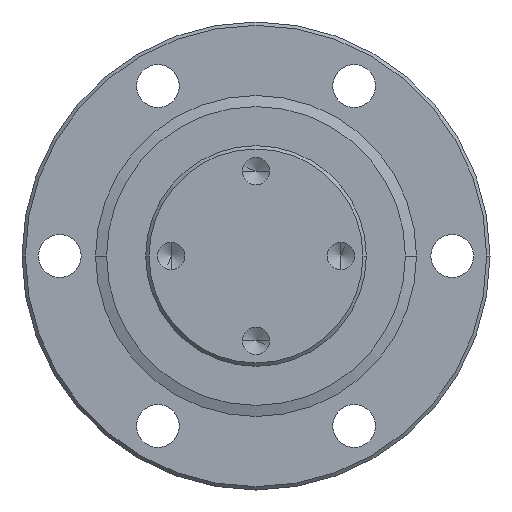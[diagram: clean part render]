
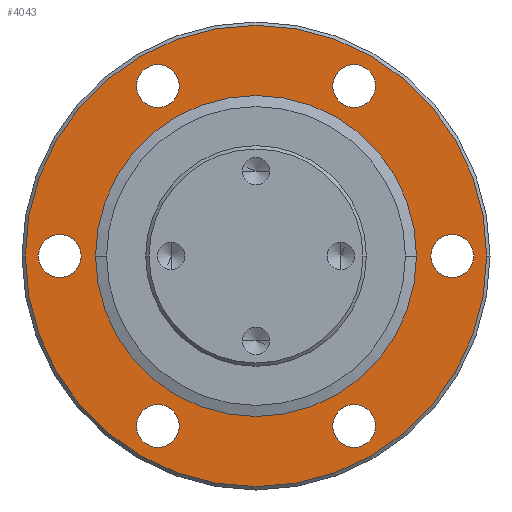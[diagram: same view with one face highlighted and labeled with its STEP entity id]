
A CAD part, front view. The second image highlights one B-rep face of the part: STEP entity #4043.
In plain terms, the highlighted planar face has unit normal (0, -1, 0).
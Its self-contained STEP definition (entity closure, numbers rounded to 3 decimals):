
#1029=CARTESIAN_POINT('',(0.,0.,0.));
#1030=DIRECTION('',(0.,1.,0.));
#1031=DIRECTION('',(1.,0.,0.));
#1032=AXIS2_PLACEMENT_3D('',#1029,#1030,#1031);
#1034=CARTESIAN_POINT('',(0.,0.,0.));
#1035=DIRECTION('',(0.,1.,0.));
#1036=DIRECTION('',(-1.,0.,0.));
#1037=AXIS2_PLACEMENT_3D('',#1034,#1035,#1036);
#1039=CARTESIAN_POINT('',(-14.675,0.,-25.418));
#1040=DIRECTION('',(0.,-1.,0.));
#1041=DIRECTION('',(-0.5,0.,-0.866));
#1042=AXIS2_PLACEMENT_3D('',#1039,#1040,#1041);
#1044=CARTESIAN_POINT('',(-14.675,0.,-25.418));
#1045=DIRECTION('',(0.,-1.,0.));
#1046=DIRECTION('',(0.5,0.,0.866));
#1047=AXIS2_PLACEMENT_3D('',#1044,#1045,#1046);
#1049=CARTESIAN_POINT('',(-29.35,0.,0.));
#1050=DIRECTION('',(0.,-1.,0.));
#1051=DIRECTION('',(-1.,0.,0.));
#1052=AXIS2_PLACEMENT_3D('',#1049,#1050,#1051);
#1054=CARTESIAN_POINT('',(-29.35,0.,0.));
#1055=DIRECTION('',(0.,-1.,0.));
#1056=DIRECTION('',(1.,0.,0.));
#1057=AXIS2_PLACEMENT_3D('',#1054,#1055,#1056);
#1059=CARTESIAN_POINT('',(-14.675,0.,25.418));
#1060=DIRECTION('',(0.,-1.,0.));
#1061=DIRECTION('',(-0.5,0.,0.866));
#1062=AXIS2_PLACEMENT_3D('',#1059,#1060,#1061);
#1064=CARTESIAN_POINT('',(-14.675,0.,25.418));
#1065=DIRECTION('',(0.,-1.,0.));
#1066=DIRECTION('',(0.5,0.,-0.866));
#1067=AXIS2_PLACEMENT_3D('',#1064,#1065,#1066);
#1069=CARTESIAN_POINT('',(14.675,0.,25.418));
#1070=DIRECTION('',(0.,-1.,0.));
#1071=DIRECTION('',(0.5,0.,0.866));
#1072=AXIS2_PLACEMENT_3D('',#1069,#1070,#1071);
#1074=CARTESIAN_POINT('',(14.675,0.,25.418));
#1075=DIRECTION('',(0.,-1.,0.));
#1076=DIRECTION('',(-0.5,0.,-0.866));
#1077=AXIS2_PLACEMENT_3D('',#1074,#1075,#1076);
#1079=CARTESIAN_POINT('',(0.,0.,0.));
#1080=DIRECTION('',(0.,-1.,0.));
#1081=DIRECTION('',(-1.,0.,0.));
#1082=AXIS2_PLACEMENT_3D('',#1079,#1080,#1081);
#1084=CARTESIAN_POINT('',(0.,0.,0.));
#1085=DIRECTION('',(0.,-1.,0.));
#1086=DIRECTION('',(1.,0.,0.));
#1087=AXIS2_PLACEMENT_3D('',#1084,#1085,#1086);
#1089=CARTESIAN_POINT('',(14.675,0.,-25.418));
#1090=DIRECTION('',(0.,-1.,0.));
#1091=DIRECTION('',(0.5,0.,-0.866));
#1092=AXIS2_PLACEMENT_3D('',#1089,#1090,#1091);
#1094=CARTESIAN_POINT('',(14.675,0.,-25.418));
#1095=DIRECTION('',(0.,-1.,0.));
#1096=DIRECTION('',(-0.5,0.,0.866));
#1097=AXIS2_PLACEMENT_3D('',#1094,#1095,#1096);
#1099=CARTESIAN_POINT('',(29.35,0.,0.));
#1100=DIRECTION('',(0.,-1.,0.));
#1101=DIRECTION('',(1.,0.,0.));
#1102=AXIS2_PLACEMENT_3D('',#1099,#1100,#1101);
#1104=CARTESIAN_POINT('',(29.35,0.,0.));
#1105=DIRECTION('',(0.,-1.,0.));
#1106=DIRECTION('',(-1.,0.,0.));
#1107=AXIS2_PLACEMENT_3D('',#1104,#1105,#1106);
#2197=CARTESIAN_POINT('',(16.275,0.,-28.189));
#2199=VERTEX_POINT('',#2197);
#2200=CARTESIAN_POINT('',(13.075,0.,-22.647));
#2201=VERTEX_POINT('',#2200);
#2205=CARTESIAN_POINT('',(-16.275,0.,-28.189));
#2207=VERTEX_POINT('',#2205);
#2208=CARTESIAN_POINT('',(-13.075,0.,-22.647));
#2209=VERTEX_POINT('',#2208);
#2213=CARTESIAN_POINT('',(-32.55,0.,0.));
#2215=VERTEX_POINT('',#2213);
#2216=CARTESIAN_POINT('',(-26.15,0.,0.));
#2217=VERTEX_POINT('',#2216);
#2221=CARTESIAN_POINT('',(-16.275,0.,28.189));
#2223=VERTEX_POINT('',#2221);
#2224=CARTESIAN_POINT('',(-13.075,0.,22.647));
#2225=VERTEX_POINT('',#2224);
#2229=CARTESIAN_POINT('',(32.55,0.,0.));
#2231=VERTEX_POINT('',#2229);
#2232=CARTESIAN_POINT('',(26.15,0.,0.));
#2233=VERTEX_POINT('',#2232);
#2240=CARTESIAN_POINT('',(-34.5,0.,0.));
#2242=VERTEX_POINT('',#2240);
#2246=CARTESIAN_POINT('',(34.5,0.,0.));
#2247=VERTEX_POINT('',#2246);
#2264=CARTESIAN_POINT('',(24.,0.,0.));
#2265=VERTEX_POINT('',#2264);
#2266=CARTESIAN_POINT('',(-24.,0.,0.));
#2267=VERTEX_POINT('',#2266);
#2269=CARTESIAN_POINT('',(16.275,0.,28.189));
#2271=VERTEX_POINT('',#2269);
#2272=CARTESIAN_POINT('',(13.075,0.,22.647));
#2273=VERTEX_POINT('',#2272);
#3992=CARTESIAN_POINT('',(0.,0.,24.));
#3993=DIRECTION('',(0.,-1.,0.));
#3994=DIRECTION('',(0.,0.,-1.));
#3995=AXIS2_PLACEMENT_3D('',#3992,#3993,#3994);
#3996=PLANE('',#3995);
#3998=ORIENTED_EDGE('',*,*,#3997,.T.);
#4000=ORIENTED_EDGE('',*,*,#3999,.T.);
#4001=EDGE_LOOP('',(#3998,#4000));
#4002=FACE_OUTER_BOUND('',#4001,.F.);
#4004=ORIENTED_EDGE('',*,*,#4003,.T.);
#4006=ORIENTED_EDGE('',*,*,#4005,.T.);
#4007=EDGE_LOOP('',(#4004,#4006));
#4008=FACE_BOUND('',#4007,.F.);
#4010=ORIENTED_EDGE('',*,*,#4009,.T.);
#4012=ORIENTED_EDGE('',*,*,#4011,.T.);
#4013=EDGE_LOOP('',(#4010,#4012));
#4014=FACE_BOUND('',#4013,.F.);
#4016=ORIENTED_EDGE('',*,*,#4015,.T.);
#4018=ORIENTED_EDGE('',*,*,#4017,.T.);
#4019=EDGE_LOOP('',(#4016,#4018));
#4020=FACE_BOUND('',#4019,.F.);
#4022=ORIENTED_EDGE('',*,*,#4021,.T.);
#4024=ORIENTED_EDGE('',*,*,#4023,.T.);
#4025=EDGE_LOOP('',(#4022,#4024));
#4026=FACE_BOUND('',#4025,.F.);
#4027=ORIENTED_EDGE('',*,*,#3984,.T.);
#4028=ORIENTED_EDGE('',*,*,#3972,.T.);
#4029=EDGE_LOOP('',(#4027,#4028));
#4030=FACE_BOUND('',#4029,.F.);
#4032=ORIENTED_EDGE('',*,*,#4031,.T.);
#4034=ORIENTED_EDGE('',*,*,#4033,.T.);
#4035=EDGE_LOOP('',(#4032,#4034));
#4036=FACE_BOUND('',#4035,.F.);
#4038=ORIENTED_EDGE('',*,*,#4037,.T.);
#4040=ORIENTED_EDGE('',*,*,#4039,.T.);
#4041=EDGE_LOOP('',(#4038,#4040));
#4042=FACE_BOUND('',#4041,.F.);
#4043=ADVANCED_FACE('',(#4002,#4008,#4014,#4020,#4026,#4030,#4036,#4042),#3996,
.T.);
#1033=CIRCLE('',#1032,34.5);
#1038=CIRCLE('',#1037,34.5);
#1043=CIRCLE('',#1042,3.2);
#1048=CIRCLE('',#1047,3.2);
#1053=CIRCLE('',#1052,3.2);
#1058=CIRCLE('',#1057,3.2);
#1063=CIRCLE('',#1062,3.2);
#1068=CIRCLE('',#1067,3.2);
#1073=CIRCLE('',#1072,3.2);
#1078=CIRCLE('',#1077,3.2);
#1083=CIRCLE('',#1082,24.);
#1088=CIRCLE('',#1087,24.);
#1093=CIRCLE('',#1092,3.2);
#1098=CIRCLE('',#1097,3.2);
#1103=CIRCLE('',#1102,3.2);
#1108=CIRCLE('',#1107,3.2);
#3972=EDGE_CURVE('',#2265,#2267,#1088,.T.);
#3984=EDGE_CURVE('',#2267,#2265,#1083,.T.);
#3997=EDGE_CURVE('',#2247,#2242,#1033,.T.);
#3999=EDGE_CURVE('',#2242,#2247,#1038,.T.);
#4003=EDGE_CURVE('',#2207,#2209,#1043,.T.);
#4005=EDGE_CURVE('',#2209,#2207,#1048,.T.);
#4009=EDGE_CURVE('',#2215,#2217,#1053,.T.);
#4011=EDGE_CURVE('',#2217,#2215,#1058,.T.);
#4015=EDGE_CURVE('',#2223,#2225,#1063,.T.);
#4017=EDGE_CURVE('',#2225,#2223,#1068,.T.);
#4021=EDGE_CURVE('',#2271,#2273,#1073,.T.);
#4023=EDGE_CURVE('',#2273,#2271,#1078,.T.);
#4031=EDGE_CURVE('',#2199,#2201,#1093,.T.);
#4033=EDGE_CURVE('',#2201,#2199,#1098,.T.);
#4037=EDGE_CURVE('',#2231,#2233,#1103,.T.);
#4039=EDGE_CURVE('',#2233,#2231,#1108,.T.);
